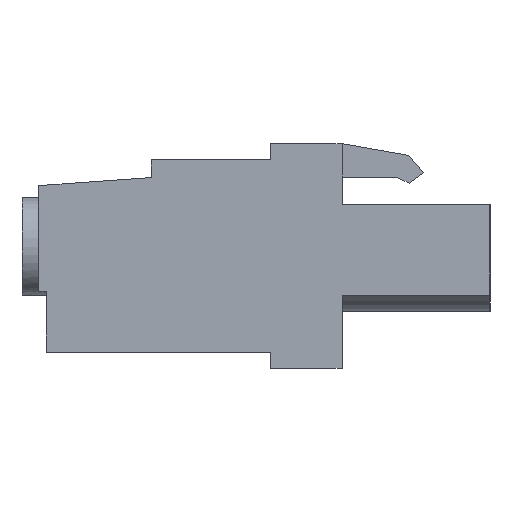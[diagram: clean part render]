
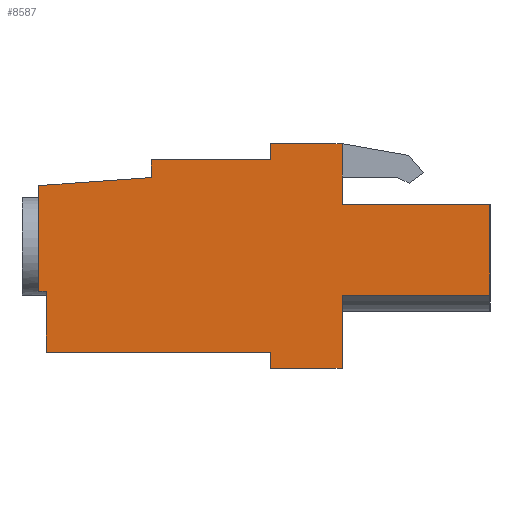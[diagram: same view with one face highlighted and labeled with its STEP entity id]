
A CAD part, left-side view. The second image highlights one B-rep face of the part: STEP entity #8587.
In plain terms, the highlighted planar face has unit normal (-1, 0, 0).
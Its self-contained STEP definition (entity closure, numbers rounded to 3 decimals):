
#101 = VERTEX_POINT ( 'NONE', #5436 ) ;
#162 = EDGE_CURVE ( 'NONE', #10817, #10049, #4896, .T. ) ;
#407 = PLANE ( 'NONE',  #2916 ) ;
#423 = VERTEX_POINT ( 'NONE', #10048 ) ;
#577 = CARTESIAN_POINT ( 'NONE',  ( 0., 8.3, 3.4 ) ) ;
#608 = CARTESIAN_POINT ( 'NONE',  ( 0., 0., -5.1 ) ) ;
#753 = VECTOR ( 'NONE', #1468, 1000. ) ;
#818 = LINE ( 'NONE', #1252, #9275 ) ;
#852 = CARTESIAN_POINT ( 'NONE',  ( 0., 25.3, 1.05 ) ) ;
#920 = VECTOR ( 'NONE', #4591, 1000. ) ;
#965 = VERTEX_POINT ( 'NONE', #9519 ) ;
#979 = VECTOR ( 'NONE', #6749, 1000. ) ;
#1003 = ORIENTED_EDGE ( 'NONE', *, *, #1071, .F. ) ;
#1020 = CARTESIAN_POINT ( 'NONE',  ( 0., 12.3, -9.2 ) ) ;
#1039 = DIRECTION ( 'NONE',  ( 0., -1., 0. ) ) ;
#1071 = EDGE_CURVE ( 'NONE', #4590, #7373, #3240, .T. ) ;
#1252 = CARTESIAN_POINT ( 'NONE',  ( 0., 25.3, -4.88 ) ) ;
#1265 = VERTEX_POINT ( 'NONE', #577 ) ;
#1357 = DIRECTION ( 'NONE',  ( 0., 0., 1. ) ) ;
#1460 = CARTESIAN_POINT ( 'NONE',  ( 0., 12.3, 3.4 ) ) ;
#1463 = VERTEX_POINT ( 'NONE', #852 ) ;
#1468 = DIRECTION ( 'NONE',  ( 0., -0.997, 0.071 ) ) ;
#1485 = LINE ( 'NONE', #3674, #10462 ) ;
#1584 = VERTEX_POINT ( 'NONE', #1460 ) ;
#1721 = CARTESIAN_POINT ( 'NONE',  ( 0., 8.3, -9.2 ) ) ;
#1773 = VECTOR ( 'NONE', #1039, 1000. ) ;
#1842 = DIRECTION ( 'NONE',  ( 0., 0., 1. ) ) ;
#1968 = LINE ( 'NONE', #2163, #9421 ) ;
#1977 = EDGE_CURVE ( 'NONE', #1584, #1265, #2074, .T. ) ;
#2025 = EDGE_CURVE ( 'NONE', #5812, #6000, #1485, .T. ) ;
#2074 = LINE ( 'NONE', #7009, #1773 ) ;
#2156 = DIRECTION ( 'NONE',  ( 0., 0., 1. ) ) ;
#2160 = VECTOR ( 'NONE', #6213, 1000. ) ;
#2163 = CARTESIAN_POINT ( 'NONE',  ( 0., 8.3, -5.1 ) ) ;
#2206 = DIRECTION ( 'NONE',  ( 1., 0., 0. ) ) ;
#2257 = EDGE_CURVE ( 'NONE', #10623, #965, #7197, .T. ) ;
#2328 = VECTOR ( 'NONE', #1357, 1000. ) ;
#2916 = AXIS2_PLACEMENT_3D ( 'NONE', #6501, #2206, #8281 ) ;
#3029 = CARTESIAN_POINT ( 'NONE',  ( 0., 8.3, -9.2 ) ) ;
#3049 = EDGE_CURVE ( 'NONE', #1463, #423, #7707, .T. ) ;
#3151 = VECTOR ( 'NONE', #9133, 1000. ) ;
#3240 = LINE ( 'NONE', #4848, #920 ) ;
#3331 = EDGE_CURVE ( 'NONE', #1265, #7052, #4717, .T. ) ;
#3383 = CARTESIAN_POINT ( 'NONE',  ( 0., 12.3, -8.3 ) ) ;
#3596 = ORIENTED_EDGE ( 'NONE', *, *, #10179, .F. ) ;
#3674 = CARTESIAN_POINT ( 'NONE',  ( 0., 24.9, -8.3 ) ) ;
#3865 = ORIENTED_EDGE ( 'NONE', *, *, #5947, .F. ) ;
#4361 = ORIENTED_EDGE ( 'NONE', *, *, #6966, .F. ) ;
#4400 = ORIENTED_EDGE ( 'NONE', *, *, #2025, .F. ) ;
#4401 = CARTESIAN_POINT ( 'NONE',  ( 0., 12.3, 2.5 ) ) ;
#4510 = VECTOR ( 'NONE', #1842, 1000. ) ;
#4590 = VERTEX_POINT ( 'NONE', #7938 ) ;
#4591 = DIRECTION ( 'NONE',  ( 0., -1., 0. ) ) ;
#4615 = CARTESIAN_POINT ( 'NONE',  ( 0., 8.3, -5.1 ) ) ;
#4677 = CARTESIAN_POINT ( 'NONE',  ( 0., 19., 1.5 ) ) ;
#4679 = ORIENTED_EDGE ( 'NONE', *, *, #10465, .F. ) ;
#4685 = FACE_OUTER_BOUND ( 'NONE', #11155, .T. ) ;
#4717 = LINE ( 'NONE', #8855, #2160 ) ;
#4848 = CARTESIAN_POINT ( 'NONE',  ( 0., 19., 2.5 ) ) ;
#4866 = VECTOR ( 'NONE', #8847, 1000. ) ;
#4876 = VECTOR ( 'NONE', #6280, 1000. ) ;
#4896 = LINE ( 'NONE', #1020, #2328 ) ;
#4928 = CARTESIAN_POINT ( 'NONE',  ( 0., 25.3, 1.05 ) ) ;
#5270 = VERTEX_POINT ( 'NONE', #4615 ) ;
#5413 = LINE ( 'NONE', #7091, #4866 ) ;
#5436 = CARTESIAN_POINT ( 'NONE',  ( 0., 0., -5.1 ) ) ;
#5594 = DIRECTION ( 'NONE',  ( 0., 0., -1. ) ) ;
#5812 = VERTEX_POINT ( 'NONE', #9180 ) ;
#5921 = CARTESIAN_POINT ( 'NONE',  ( 0., 8.3, 0. ) ) ;
#5947 = EDGE_CURVE ( 'NONE', #8690, #101, #9162, .T. ) ;
#5994 = ORIENTED_EDGE ( 'NONE', *, *, #1977, .F. ) ;
#6000 = VERTEX_POINT ( 'NONE', #11172 ) ;
#6176 = ORIENTED_EDGE ( 'NONE', *, *, #9819, .F. ) ;
#6213 = DIRECTION ( 'NONE',  ( 0., 0., -1. ) ) ;
#6244 = CARTESIAN_POINT ( 'NONE',  ( 0., 25.3, -4.88 ) ) ;
#6280 = DIRECTION ( 'NONE',  ( 0., 0., 1. ) ) ;
#6387 = DIRECTION ( 'NONE',  ( 0., 0., 1. ) ) ;
#6391 = EDGE_CURVE ( 'NONE', #10049, #5812, #10229, .T. ) ;
#6420 = LINE ( 'NONE', #4677, #8476 ) ;
#6426 = CARTESIAN_POINT ( 'NONE',  ( 0., 12.3, 2.5 ) ) ;
#6446 = ORIENTED_EDGE ( 'NONE', *, *, #6452, .F. ) ;
#6452 = EDGE_CURVE ( 'NONE', #9112, #10817, #8345, .T. ) ;
#6501 = CARTESIAN_POINT ( 'NONE',  ( 0., 0., 0. ) ) ;
#6652 = EDGE_CURVE ( 'NONE', #423, #4590, #6420, .T. ) ;
#6699 = ORIENTED_EDGE ( 'NONE', *, *, #2257, .F. ) ;
#6749 = DIRECTION ( 'NONE',  ( 0., 1., 0. ) ) ;
#6813 = LINE ( 'NONE', #4401, #4510 ) ;
#6826 = VECTOR ( 'NONE', #8464, 1000. ) ;
#6886 = DIRECTION ( 'NONE',  ( 0., 0., 1. ) ) ;
#6966 = EDGE_CURVE ( 'NONE', #6000, #10623, #7769, .T. ) ;
#7009 = CARTESIAN_POINT ( 'NONE',  ( 0., 12.3, 3.4 ) ) ;
#7052 = VERTEX_POINT ( 'NONE', #5921 ) ;
#7091 = CARTESIAN_POINT ( 'NONE',  ( 0., 8.3, 0. ) ) ;
#7197 = LINE ( 'NONE', #6244, #4876 ) ;
#7373 = VERTEX_POINT ( 'NONE', #6426 ) ;
#7486 = ORIENTED_EDGE ( 'NONE', *, *, #3331, .F. ) ;
#7533 = DIRECTION ( 'NONE',  ( 0., 1., 0. ) ) ;
#7541 = LINE ( 'NONE', #608, #9603 ) ;
#7643 = CARTESIAN_POINT ( 'NONE',  ( 0., 12.3, -8.3 ) ) ;
#7666 = ORIENTED_EDGE ( 'NONE', *, *, #3049, .F. ) ;
#7707 = LINE ( 'NONE', #4928, #753 ) ;
#7769 = LINE ( 'NONE', #8274, #3151 ) ;
#7796 = DIRECTION ( 'NONE',  ( 0., 1., 0. ) ) ;
#7938 = CARTESIAN_POINT ( 'NONE',  ( 0., 19., 2.5 ) ) ;
#8162 = EDGE_CURVE ( 'NONE', #101, #5270, #7541, .T. ) ;
#8257 = CARTESIAN_POINT ( 'NONE',  ( 0., 25.3, -4.88 ) ) ;
#8274 = CARTESIAN_POINT ( 'NONE',  ( 0., 24.9, -4.88 ) ) ;
#8281 = DIRECTION ( 'NONE',  ( 0., 0., -1. ) ) ;
#8345 = LINE ( 'NONE', #1721, #8616 ) ;
#8464 = DIRECTION ( 'NONE',  ( 0., 0., -1. ) ) ;
#8476 = VECTOR ( 'NONE', #6387, 1000. ) ;
#8509 = CARTESIAN_POINT ( 'NONE',  ( 0., 12.3, -9.2 ) ) ;
#8587 = ADVANCED_FACE ( 'NONE', ( #4685 ), #407, .F. ) ;
#8616 = VECTOR ( 'NONE', #7796, 1000. ) ;
#8690 = VERTEX_POINT ( 'NONE', #9284 ) ;
#8847 = DIRECTION ( 'NONE',  ( 0., -1., 0. ) ) ;
#8855 = CARTESIAN_POINT ( 'NONE',  ( 0., 8.3, 1.53 ) ) ;
#9112 = VERTEX_POINT ( 'NONE', #3029 ) ;
#9133 = DIRECTION ( 'NONE',  ( 0., 1., 0. ) ) ;
#9162 = LINE ( 'NONE', #10228, #6826 ) ;
#9180 = CARTESIAN_POINT ( 'NONE',  ( 0., 24.9, -8.3 ) ) ;
#9269 = ORIENTED_EDGE ( 'NONE', *, *, #8162, .F. ) ;
#9275 = VECTOR ( 'NONE', #2156, 1000. ) ;
#9284 = CARTESIAN_POINT ( 'NONE',  ( 0., 0., 0. ) ) ;
#9421 = VECTOR ( 'NONE', #5594, 1000. ) ;
#9519 = CARTESIAN_POINT ( 'NONE',  ( 0., 25.3, -2.38 ) ) ;
#9603 = VECTOR ( 'NONE', #7533, 1000. ) ;
#9819 = EDGE_CURVE ( 'NONE', #5270, #9112, #1968, .T. ) ;
#10048 = CARTESIAN_POINT ( 'NONE',  ( 0., 19., 1.5 ) ) ;
#10049 = VERTEX_POINT ( 'NONE', #3383 ) ;
#10074 = ORIENTED_EDGE ( 'NONE', *, *, #162, .F. ) ;
#10179 = EDGE_CURVE ( 'NONE', #7373, #1584, #6813, .T. ) ;
#10228 = CARTESIAN_POINT ( 'NONE',  ( 0., 0., 0. ) ) ;
#10229 = LINE ( 'NONE', #7643, #979 ) ;
#10462 = VECTOR ( 'NONE', #6886, 1000. ) ;
#10465 = EDGE_CURVE ( 'NONE', #965, #1463, #818, .T. ) ;
#10519 = ORIENTED_EDGE ( 'NONE', *, *, #11051, .F. ) ;
#10623 = VERTEX_POINT ( 'NONE', #8257 ) ;
#10817 = VERTEX_POINT ( 'NONE', #8509 ) ;
#11030 = ORIENTED_EDGE ( 'NONE', *, *, #6391, .F. ) ;
#11051 = EDGE_CURVE ( 'NONE', #7052, #8690, #5413, .T. ) ;
#11126 = ORIENTED_EDGE ( 'NONE', *, *, #6652, .F. ) ;
#11155 = EDGE_LOOP ( 'NONE', ( #4679, #6699, #4361, #4400, #11030, #10074, #6446, #6176, #9269, #3865, #10519, #7486, #5994, #3596, #1003, #11126, #7666 ) ) ;
#11172 = CARTESIAN_POINT ( 'NONE',  ( 0., 24.9, -4.88 ) ) ;
